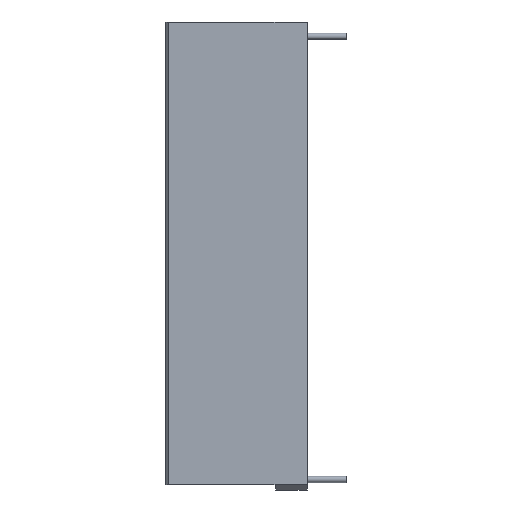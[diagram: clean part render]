
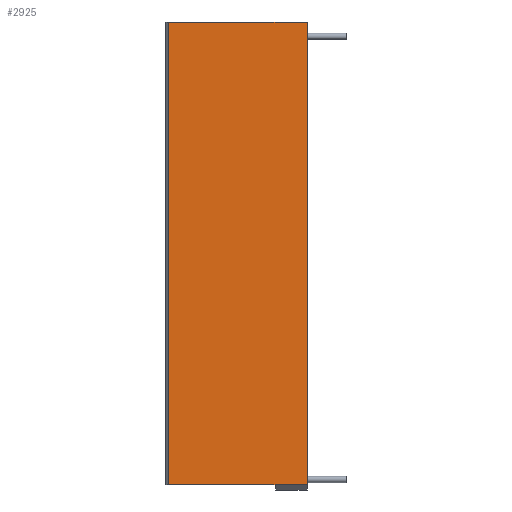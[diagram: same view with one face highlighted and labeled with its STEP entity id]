
A CAD part, left-side view. The second image highlights one B-rep face of the part: STEP entity #2925.
In plain terms, the highlighted free-form (B-spline) face has degree [1, 1] with [2, 2] control points.
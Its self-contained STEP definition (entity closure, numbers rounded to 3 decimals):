
#2875=CARTESIAN_POINT('V79',(-7.7,13.15,
   0.48));
#2876=VERTEX_POINT('V79',#2875);
#2882=CARTESIAN_POINT('V84',(-7.7,13.15,
   44.35));
#2883=VERTEX_POINT('V84',#2882);
#2884=CARTESIAN_POINT('E129',(-7.7,13.15,
   0.48));
#2885=CARTESIAN_POINT('E129',(-7.7,13.15,
   44.35));
#2886=B_SPLINE_CURVE_WITH_KNOTS('E129',1,(#2884,#2885),
   .POLYLINE_FORM.,.F.,.U.,(2,2),(1.358,
   125.441),.UNSPECIFIED.);
#2887=EDGE_CURVE('E129',#2876,#2883,#2886,.T.);
#2898=CARTESIAN_POINT('F41',(-7.7,13.15,
   0.0));
#2899=CARTESIAN_POINT('F41',(-7.7,0.0,0.0));
#2900=CARTESIAN_POINT('F41',(-7.7,13.15,
   44.35));
#2901=CARTESIAN_POINT('F41',(-7.7,0.0,
   44.35));
#2902=B_SPLINE_SURFACE_WITH_KNOTS('F41',1,1,((#2898,#2900),(#2899,
   #2901)),.PLANE_SURF.,.F.,.F.,.U.,(2,2),(2,2),(0.0,1.0),(0.0,
   3.373),.UNSPECIFIED.);
#2903=CARTESIAN_POINT('V78',(-7.7,0.,
   0.48));
#2904=VERTEX_POINT('V78',#2903);
#2905=CARTESIAN_POINT('E109',(-7.7,13.15,
   0.48));
#2906=CARTESIAN_POINT('E109',(-7.7,0.,
   0.48));
#2907=B_SPLINE_CURVE_WITH_KNOTS('E109',1,(#2905,#2906),
   .POLYLINE_FORM.,.F.,.U.,(2,2),(0.0,16.541),
   .UNSPECIFIED.);
#2908=EDGE_CURVE('E109',#2876,#2904,#2907,.T.);
#2909=ORIENTED_EDGE('E109',*,*,#2908,.T.);
#2910=CARTESIAN_POINT('V85',(-7.7,0.,
   44.35));
#2911=VERTEX_POINT('V85',#2910);
#2912=CARTESIAN_POINT('E131',(-7.7,0.0,
   0.48));
#2913=CARTESIAN_POINT('E131',(-7.7,0.0,
   44.35));
#2914=B_SPLINE_CURVE_WITH_KNOTS('E131',1,(#2912,#2913),
   .POLYLINE_FORM.,.F.,.U.,(2,2),(0.037,
   3.373),.UNSPECIFIED.);
#2915=EDGE_CURVE('E131',#2904,#2911,#2914,.T.);
#2916=ORIENTED_EDGE('E131',*,*,#2915,.T.);
#2917=CARTESIAN_POINT('E117',(-7.7,0.0,
   44.35));
#2918=CARTESIAN_POINT('E117',(-7.7,13.15,
   44.35));
#2919=QUASI_UNIFORM_CURVE('E117',1,(#2917,#2918),.POLYLINE_FORM.,.F.,
   .U.);
#2920=EDGE_CURVE('E117',#2911,#2883,#2919,.T.);
#2921=ORIENTED_EDGE('E117',*,*,#2920,.T.);
#2922=ORIENTED_EDGE('E129',*,*,#2887,.F.);
#2923=EDGE_LOOP('F41',(#2909,#2916,#2921,#2922));
#2924=FACE_OUTER_BOUND('F41',#2923,.T.);
#2925=ADVANCED_FACE('F41',(#2924),#2902,.T.);
